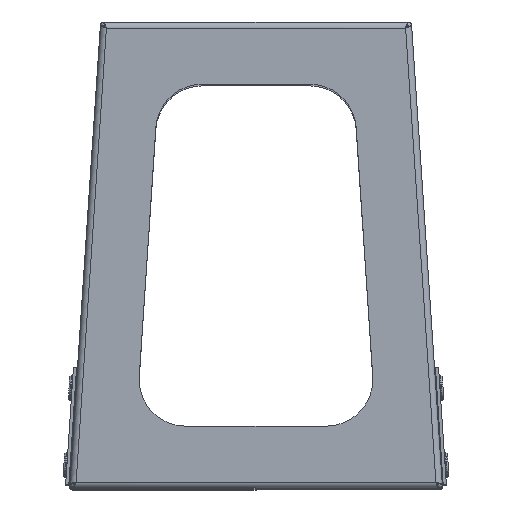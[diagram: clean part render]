
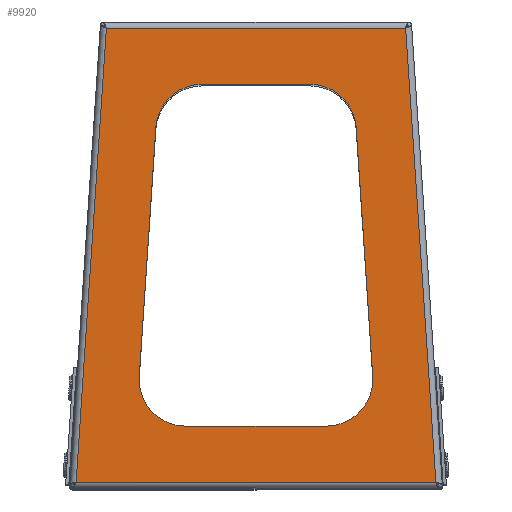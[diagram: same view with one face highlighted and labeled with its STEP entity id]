
A CAD part, top view. The second image highlights one B-rep face of the part: STEP entity #9920.
In plain terms, the highlighted planar face has unit normal (0, 0, 1).
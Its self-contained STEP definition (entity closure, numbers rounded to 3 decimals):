
#34 = PLANE ( 'NONE',  #5250 ) ;
#76 = VERTEX_POINT ( 'NONE', #5929 ) ;
#108 = DIRECTION ( 'NONE',  ( 1., 0., 0. ) ) ;
#239 = CIRCLE ( 'NONE', #2255, 30. ) ;
#399 = DIRECTION ( 'NONE',  ( -1., 0., 0. ) ) ;
#453 = CIRCLE ( 'NONE', #8506, 30. ) ;
#457 = DIRECTION ( 'NONE',  ( -0.067, -0.998, 0. ) ) ;
#548 = CARTESIAN_POINT ( 'NONE',  ( 115.862, -148.06, 0. ) ) ;
#606 = LINE ( 'NONE', #9150, #4140 ) ;
#989 = EDGE_CURVE ( 'NONE', #5783, #1395, #453, .T. ) ;
#1347 = DIRECTION ( 'NONE',  ( -1., 0., 0. ) ) ;
#1395 = VERTEX_POINT ( 'NONE', #4129 ) ;
#1462 = CARTESIAN_POINT ( 'NONE',  ( -34.511, 110., 0. ) ) ;
#1489 = AXIS2_PLACEMENT_3D ( 'NONE', #8170, #11630, #8449 ) ;
#2221 = FACE_BOUND ( 'NONE', #7535, .T. ) ;
#2255 = AXIS2_PLACEMENT_3D ( 'NONE', #12503, #11524, #2876 ) ;
#2395 = ORIENTED_EDGE ( 'NONE', *, *, #989, .F. ) ;
#2706 = EDGE_CURVE ( 'NONE', #11937, #3116, #239, .T. ) ;
#2876 = DIRECTION ( 'NONE',  ( -1., 0., 0. ) ) ;
#2943 = EDGE_CURVE ( 'NONE', #4703, #5783, #11085, .T. ) ;
#3016 = ORIENTED_EDGE ( 'NONE', *, *, #7164, .F. ) ;
#3071 = ORIENTED_EDGE ( 'NONE', *, *, #5970, .T. ) ;
#3116 = VERTEX_POINT ( 'NONE', #6276 ) ;
#3302 = EDGE_CURVE ( 'NONE', #76, #11937, #8207, .T. ) ;
#3334 = ORIENTED_EDGE ( 'NONE', *, *, #2706, .F. ) ;
#3536 = ORIENTED_EDGE ( 'NONE', *, *, #6811, .F. ) ;
#3721 = CARTESIAN_POINT ( 'NONE',  ( 45.178, -110., 0. ) ) ;
#3730 = CIRCLE ( 'NONE', #1489, 30. ) ;
#4129 = CARTESIAN_POINT ( 'NONE',  ( 34.511, 110., 0. ) ) ;
#4140 = VECTOR ( 'NONE', #457, 1000. ) ;
#4199 = CARTESIAN_POINT ( 'NONE',  ( -117.789, -146., 0. ) ) ;
#4277 = CARTESIAN_POINT ( 'NONE',  ( -96.138, 147.799, 0. ) ) ;
#4476 = DIRECTION ( 'NONE',  ( 0., 0., 1. ) ) ;
#4559 = CARTESIAN_POINT ( 'NONE',  ( 75.112, -78.004, 0. ) ) ;
#4678 = CARTESIAN_POINT ( 'NONE',  ( 96.258, 146., 0. ) ) ;
#4690 = CARTESIAN_POINT ( 'NONE',  ( -34.511, 80., 0. ) ) ;
#4703 = VERTEX_POINT ( 'NONE', #6172 ) ;
#4849 = CARTESIAN_POINT ( 'NONE',  ( -64.445, 81.996, 0. ) ) ;
#5030 = EDGE_CURVE ( 'NONE', #5871, #10284, #10161, .T. ) ;
#5250 = AXIS2_PLACEMENT_3D ( 'NONE', #5451, #10783, #108 ) ;
#5342 = VERTEX_POINT ( 'NONE', #7544 ) ;
#5433 = VECTOR ( 'NONE', #7902, 1000. ) ;
#5451 = CARTESIAN_POINT ( 'NONE',  ( 0., 0., 0. ) ) ;
#5650 = VERTEX_POINT ( 'NONE', #11854 ) ;
#5666 = FACE_OUTER_BOUND ( 'NONE', #11137, .T. ) ;
#5707 = EDGE_CURVE ( 'NONE', #5968, #5342, #9599, .T. ) ;
#5783 = VERTEX_POINT ( 'NONE', #10023 ) ;
#5871 = VERTEX_POINT ( 'NONE', #13317 ) ;
#5929 = CARTESIAN_POINT ( 'NONE',  ( -45.178, -110., 0. ) ) ;
#5968 = VERTEX_POINT ( 'NONE', #12477 ) ;
#5970 = EDGE_CURVE ( 'NONE', #5342, #5871, #6223, .T. ) ;
#6114 = DIRECTION ( 'NONE',  ( -1., 0., 0. ) ) ;
#6159 = VECTOR ( 'NONE', #6114, 1000. ) ;
#6172 = CARTESIAN_POINT ( 'NONE',  ( 75.112, -78.004, 0. ) ) ;
#6223 = LINE ( 'NONE', #4199, #11734 ) ;
#6276 = CARTESIAN_POINT ( 'NONE',  ( 75.178, -80., 0. ) ) ;
#6278 = EDGE_CURVE ( 'NONE', #3116, #4703, #6570, .T. ) ;
#6562 = ORIENTED_EDGE ( 'NONE', *, *, #2943, .F. ) ;
#6570 = CIRCLE ( 'NONE', #10156, 30. ) ;
#6584 = VECTOR ( 'NONE', #13806, 1000. ) ;
#6726 = DIRECTION ( 'NONE',  ( -0.067, 0.998, 0. ) ) ;
#6811 = EDGE_CURVE ( 'NONE', #1395, #9959, #7415, .T. ) ;
#6964 = LINE ( 'NONE', #10317, #6159 ) ;
#7164 = EDGE_CURVE ( 'NONE', #9671, #5650, #606, .T. ) ;
#7282 = DIRECTION ( 'NONE',  ( 1., 0., 0. ) ) ;
#7415 = LINE ( 'NONE', #10371, #6584 ) ;
#7535 = EDGE_LOOP ( 'NONE', ( #3334, #7571, #12978, #3016, #9234, #3536, #2395, #6562, #10060 ) ) ;
#7544 = CARTESIAN_POINT ( 'NONE',  ( -115.724, -146., 0. ) ) ;
#7571 = ORIENTED_EDGE ( 'NONE', *, *, #3302, .F. ) ;
#7731 = CARTESIAN_POINT ( 'NONE',  ( 45.178, -80., 0. ) ) ;
#7824 = DIRECTION ( 'NONE',  ( 0., 0., 1. ) ) ;
#7894 = DIRECTION ( 'NONE',  ( 1., 0., 0. ) ) ;
#7902 = DIRECTION ( 'NONE',  ( -0.067, 0.998, 0. ) ) ;
#8170 = CARTESIAN_POINT ( 'NONE',  ( -45.178, -80., 0. ) ) ;
#8207 = LINE ( 'NONE', #9403, #9447 ) ;
#8449 = DIRECTION ( 'NONE',  ( -1., 0., 0. ) ) ;
#8506 = AXIS2_PLACEMENT_3D ( 'NONE', #12954, #4476, #399 ) ;
#8536 = DIRECTION ( 'NONE',  ( -0.067, -0.998, 0. ) ) ;
#8538 = EDGE_CURVE ( 'NONE', #10284, #5968, #6964, .T. ) ;
#9150 = CARTESIAN_POINT ( 'NONE',  ( -64.445, 81.996, 0. ) ) ;
#9234 = ORIENTED_EDGE ( 'NONE', *, *, #10958, .F. ) ;
#9403 = CARTESIAN_POINT ( 'NONE',  ( -45.178, -110., 0. ) ) ;
#9447 = VECTOR ( 'NONE', #10592, 1000. ) ;
#9599 = LINE ( 'NONE', #4277, #10822 ) ;
#9635 = ORIENTED_EDGE ( 'NONE', *, *, #5707, .T. ) ;
#9671 = VERTEX_POINT ( 'NONE', #4849 ) ;
#9719 = ORIENTED_EDGE ( 'NONE', *, *, #5030, .T. ) ;
#9920 = ADVANCED_FACE ( 'NONE', ( #2221, #5666 ), #34, .T. ) ;
#9959 = VERTEX_POINT ( 'NONE', #1462 ) ;
#10023 = CARTESIAN_POINT ( 'NONE',  ( 64.445, 81.996, 0. ) ) ;
#10060 = ORIENTED_EDGE ( 'NONE', *, *, #6278, .F. ) ;
#10156 = AXIS2_PLACEMENT_3D ( 'NONE', #7731, #12026, #1347 ) ;
#10161 = LINE ( 'NONE', #548, #5433 ) ;
#10284 = VERTEX_POINT ( 'NONE', #4678 ) ;
#10317 = CARTESIAN_POINT ( 'NONE',  ( 98.06, 146., 0. ) ) ;
#10371 = CARTESIAN_POINT ( 'NONE',  ( -34.511, 110., 0. ) ) ;
#10535 = AXIS2_PLACEMENT_3D ( 'NONE', #4690, #7824, #7894 ) ;
#10592 = DIRECTION ( 'NONE',  ( 1., 0., 0. ) ) ;
#10783 = DIRECTION ( 'NONE',  ( 0., 0., 1. ) ) ;
#10822 = VECTOR ( 'NONE', #8536, 1000. ) ;
#10958 = EDGE_CURVE ( 'NONE', #9959, #9671, #12106, .T. ) ;
#11085 = LINE ( 'NONE', #4559, #13476 ) ;
#11137 = EDGE_LOOP ( 'NONE', ( #9635, #3071, #9719, #12584 ) ) ;
#11524 = DIRECTION ( 'NONE',  ( 0., 0., 1. ) ) ;
#11630 = DIRECTION ( 'NONE',  ( 0., 0., 1. ) ) ;
#11734 = VECTOR ( 'NONE', #7282, 1000. ) ;
#11854 = CARTESIAN_POINT ( 'NONE',  ( -75.112, -78.004, 0. ) ) ;
#11937 = VERTEX_POINT ( 'NONE', #3721 ) ;
#12026 = DIRECTION ( 'NONE',  ( 0., 0., 1. ) ) ;
#12106 = CIRCLE ( 'NONE', #10535, 30. ) ;
#12331 = EDGE_CURVE ( 'NONE', #5650, #76, #3730, .T. ) ;
#12477 = CARTESIAN_POINT ( 'NONE',  ( -96.258, 146., 0. ) ) ;
#12503 = CARTESIAN_POINT ( 'NONE',  ( 45.178, -80., 0. ) ) ;
#12584 = ORIENTED_EDGE ( 'NONE', *, *, #8538, .T. ) ;
#12954 = CARTESIAN_POINT ( 'NONE',  ( 34.511, 80., 0. ) ) ;
#12978 = ORIENTED_EDGE ( 'NONE', *, *, #12331, .F. ) ;
#13317 = CARTESIAN_POINT ( 'NONE',  ( 115.724, -146., 0. ) ) ;
#13476 = VECTOR ( 'NONE', #6726, 1000. ) ;
#13806 = DIRECTION ( 'NONE',  ( -1., 0., 0. ) ) ;
